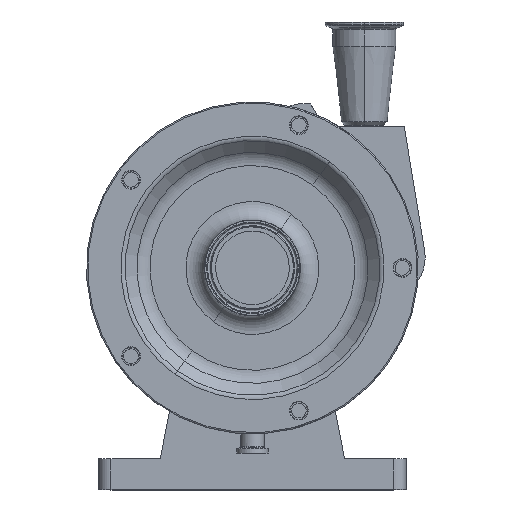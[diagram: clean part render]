
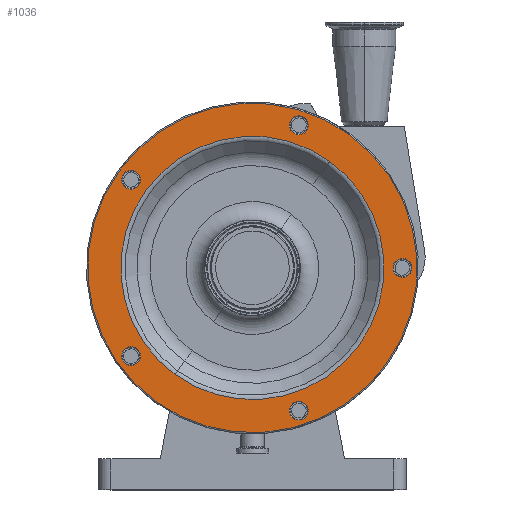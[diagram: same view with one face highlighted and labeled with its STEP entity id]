
A CAD part, top view. The second image highlights one B-rep face of the part: STEP entity #1036.
In plain terms, the highlighted planar face has unit normal (0, 0, 1).
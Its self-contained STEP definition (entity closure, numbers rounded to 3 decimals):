
#4 = FACE_BOUND ( 'NONE', #5339, .T. ) ;
#7 = CARTESIAN_POINT ( 'NONE',  ( -103.193, -77.894, 209.5 ) ) ;
#29 = DIRECTION ( 'NONE',  ( -0.588, -0.809, 0. ) ) ;
#56 = VERTEX_POINT ( 'NONE', #516 ) ;
#167 = FACE_BOUND ( 'NONE', #782, .T. ) ;
#239 = EDGE_LOOP ( 'NONE', ( #4919, #9986 ) ) ;
#255 = CIRCLE ( 'NONE', #4110, 7.644 ) ;
#266 = VERTEX_POINT ( 'NONE', #3351 ) ;
#450 = ORIENTED_EDGE ( 'NONE', *, *, #3364, .T. ) ;
#516 = CARTESIAN_POINT ( 'NONE',  ( 33.207, 109.845, 209.5 ) ) ;
#625 = DIRECTION ( 'NONE',  ( -0.588, -0.809, 0. ) ) ;
#633 = VERTEX_POINT ( 'NONE', #8591 ) ;
#678 = DIRECTION ( 'NONE',  ( 0., 0., -1. ) ) ;
#696 = DIRECTION ( 'NONE',  ( 0., 0., -1. ) ) ;
#713 = AXIS2_PLACEMENT_3D ( 'NONE', #8246, #4932, #4312 ) ;
#725 = DIRECTION ( 'NONE',  ( 0., 0., -1. ) ) ;
#739 = CIRCLE ( 'NONE', #2584, 7.644 ) ;
#782 = EDGE_LOOP ( 'NONE', ( #450, #9447 ) ) ;
#891 = DIRECTION ( 'NONE',  ( -0.588, -0.809, 0. ) ) ;
#936 = CIRCLE ( 'NONE', #8498, 134. ) ;
#955 = FACE_BOUND ( 'NONE', #5977, .T. ) ;
#983 = EDGE_CURVE ( 'NONE', #266, #7191, #7381, .T. ) ;
#1036 = ADVANCED_FACE ( 'NONE', ( #7164, #3215, #167, #4, #955, #1742, #9688 ), #3327, .F. ) ;
#1104 = CIRCLE ( 'NONE', #5971, 7.644 ) ;
#1240 = DIRECTION ( 'NONE',  ( 0., 0., -1. ) ) ;
#1243 = DIRECTION ( 'NONE',  ( -0.588, -0.809, 0. ) ) ;
#1383 = DIRECTION ( 'NONE',  ( -0.588, -0.809, 0. ) ) ;
#1385 = CARTESIAN_POINT ( 'NONE',  ( 42.193, -109.845, 209.5 ) ) ;
#1467 = CARTESIAN_POINT ( 'NONE',  ( -98.7, 71.71, 209.5 ) ) ;
#1650 = AXIS2_PLACEMENT_3D ( 'NONE', #2491, #3376, #2438 ) ;
#1709 = CIRCLE ( 'NONE', #3057, 7.644 ) ;
#1742 = FACE_OUTER_BOUND ( 'NONE', #9783, .T. ) ;
#2017 = DIRECTION ( 'NONE',  ( -0.588, -0.809, 0. ) ) ;
#2125 = DIRECTION ( 'NONE',  ( 0., 0., -1. ) ) ;
#2145 = CIRCLE ( 'NONE', #4485, 107.071 ) ;
#2438 = DIRECTION ( 'NONE',  ( -0.588, -0.809, 0. ) ) ;
#2468 = CARTESIAN_POINT ( 'NONE',  ( -103.193, 65.526, 209.5 ) ) ;
#2491 = CARTESIAN_POINT ( 'NONE',  ( -108.408, 78.763, 209.5 ) ) ;
#2584 = AXIS2_PLACEMENT_3D ( 'NONE', #5331, #1240, #3698 ) ;
#2595 = VERTEX_POINT ( 'NONE', #4849 ) ;
#2643 = DIRECTION ( 'NONE',  ( 0., 0., -1. ) ) ;
#2655 = DIRECTION ( 'NONE',  ( 0., 0., -1. ) ) ;
#2669 = DIRECTION ( 'NONE',  ( 0., 0., -1. ) ) ;
#2680 = CARTESIAN_POINT ( 'NONE',  ( -78.763, -108.408, 209.5 ) ) ;
#2705 = EDGE_CURVE ( 'NONE', #10350, #5937, #6337, .T. ) ;
#2778 = ORIENTED_EDGE ( 'NONE', *, *, #3406, .T. ) ;
#2779 = AXIS2_PLACEMENT_3D ( 'NONE', #5019, #2669, #1243 ) ;
#2893 = CIRCLE ( 'NONE', #713, 7.644 ) ;
#2996 = DIRECTION ( 'NONE',  ( -0.588, -0.809, 0. ) ) ;
#3038 = CARTESIAN_POINT ( 'NONE',  ( 122., 0., 209.5 ) ) ;
#3050 = ORIENTED_EDGE ( 'NONE', *, *, #8982, .T. ) ;
#3057 = AXIS2_PLACEMENT_3D ( 'NONE', #1467, #5343, #4661 ) ;
#3145 = DIRECTION ( 'NONE',  ( -0.588, -0.809, 0. ) ) ;
#3172 = EDGE_CURVE ( 'NONE', #6993, #8320, #2145, .T. ) ;
#3173 = CARTESIAN_POINT ( 'NONE',  ( 62.935, 86.622, 209.5 ) ) ;
#3215 = FACE_BOUND ( 'NONE', #8697, .T. ) ;
#3226 = AXIS2_PLACEMENT_3D ( 'NONE', #3038, #4608, #625 ) ;
#3327 = PLANE ( 'NONE',  #1650 ) ;
#3351 = CARTESIAN_POINT ( 'NONE',  ( 117.507, -6.184, 209.5 ) ) ;
#3364 = EDGE_CURVE ( 'NONE', #6920, #7396, #5993, .T. ) ;
#3376 = DIRECTION ( 'NONE',  ( 0., 0., -1. ) ) ;
#3406 = EDGE_CURVE ( 'NONE', #5259, #7041, #6671, .T. ) ;
#3593 = CARTESIAN_POINT ( 'NONE',  ( 37.7, -116.029, 209.5 ) ) ;
#3698 = DIRECTION ( 'NONE',  ( -0.588, -0.809, 0. ) ) ;
#3799 = CARTESIAN_POINT ( 'NONE',  ( -62.935, -86.622, 209.5 ) ) ;
#3803 = EDGE_LOOP ( 'NONE', ( #8541, #5836 ) ) ;
#3911 = EDGE_CURVE ( 'NONE', #7041, #5259, #255, .T. ) ;
#4110 = AXIS2_PLACEMENT_3D ( 'NONE', #9267, #2125, #2017 ) ;
#4248 = EDGE_CURVE ( 'NONE', #5937, #10350, #936, .T. ) ;
#4312 = DIRECTION ( 'NONE',  ( -0.588, -0.809, 0. ) ) ;
#4427 = DIRECTION ( 'NONE',  ( 0., 0., -1. ) ) ;
#4485 = AXIS2_PLACEMENT_3D ( 'NONE', #6925, #6827, #2996 ) ;
#4602 = CIRCLE ( 'NONE', #8297, 7.644 ) ;
#4608 = DIRECTION ( 'NONE',  ( 0., 0., -1. ) ) ;
#4661 = DIRECTION ( 'NONE',  ( -0.588, -0.809, 0. ) ) ;
#4849 = CARTESIAN_POINT ( 'NONE',  ( 42.193, 122.213, 209.5 ) ) ;
#4919 = ORIENTED_EDGE ( 'NONE', *, *, #5798, .T. ) ;
#4932 = DIRECTION ( 'NONE',  ( 0., 0., -1. ) ) ;
#5019 = CARTESIAN_POINT ( 'NONE',  ( 0., 0., 209.5 ) ) ;
#5161 = DIRECTION ( 'NONE',  ( -0.588, -0.809, 0. ) ) ;
#5225 = CIRCLE ( 'NONE', #3226, 7.644 ) ;
#5259 = VERTEX_POINT ( 'NONE', #7412 ) ;
#5319 = CARTESIAN_POINT ( 'NONE',  ( 122., 0., 209.5 ) ) ;
#5331 = CARTESIAN_POINT ( 'NONE',  ( 37.7, 116.029, 209.5 ) ) ;
#5339 = EDGE_LOOP ( 'NONE', ( #2778, #8586 ) ) ;
#5343 = DIRECTION ( 'NONE',  ( 0., 0., -1. ) ) ;
#5358 = EDGE_CURVE ( 'NONE', #56, #2595, #739, .T. ) ;
#5504 = AXIS2_PLACEMENT_3D ( 'NONE', #8532, #4427, #5161 ) ;
#5716 = CARTESIAN_POINT ( 'NONE',  ( 37.7, 116.029, 209.5 ) ) ;
#5776 = ORIENTED_EDGE ( 'NONE', *, *, #2705, .F. ) ;
#5798 = EDGE_CURVE ( 'NONE', #2595, #56, #4602, .T. ) ;
#5836 = ORIENTED_EDGE ( 'NONE', *, *, #6363, .T. ) ;
#5937 = VERTEX_POINT ( 'NONE', #2680 ) ;
#5971 = AXIS2_PLACEMENT_3D ( 'NONE', #3593, #2655, #9167 ) ;
#5977 = EDGE_LOOP ( 'NONE', ( #6015, #3050 ) ) ;
#5993 = CIRCLE ( 'NONE', #10199, 7.644 ) ;
#6015 = ORIENTED_EDGE ( 'NONE', *, *, #10170, .T. ) ;
#6185 = ORIENTED_EDGE ( 'NONE', *, *, #4248, .F. ) ;
#6207 = VERTEX_POINT ( 'NONE', #2468 ) ;
#6337 = CIRCLE ( 'NONE', #5504, 134. ) ;
#6363 = EDGE_CURVE ( 'NONE', #8320, #6993, #8313, .T. ) ;
#6559 = DIRECTION ( 'NONE',  ( 0., 0., -1. ) ) ;
#6671 = CIRCLE ( 'NONE', #9183, 7.644 ) ;
#6827 = DIRECTION ( 'NONE',  ( 0., 0., -1. ) ) ;
#6878 = EDGE_CURVE ( 'NONE', #7396, #6920, #1104, .T. ) ;
#6920 = VERTEX_POINT ( 'NONE', #1385 ) ;
#6925 = CARTESIAN_POINT ( 'NONE',  ( 0., 0., 209.5 ) ) ;
#6993 = VERTEX_POINT ( 'NONE', #3799 ) ;
#7041 = VERTEX_POINT ( 'NONE', #7 ) ;
#7164 = FACE_BOUND ( 'NONE', #239, .T. ) ;
#7191 = VERTEX_POINT ( 'NONE', #7897 ) ;
#7235 = CARTESIAN_POINT ( 'NONE',  ( 37.7, -116.029, 209.5 ) ) ;
#7261 = DIRECTION ( 'NONE',  ( -0.588, -0.809, 0. ) ) ;
#7368 = CARTESIAN_POINT ( 'NONE',  ( 0., 0., 209.5 ) ) ;
#7381 = CIRCLE ( 'NONE', #7548, 7.644 ) ;
#7396 = VERTEX_POINT ( 'NONE', #8415 ) ;
#7412 = CARTESIAN_POINT ( 'NONE',  ( -94.207, -65.526, 209.5 ) ) ;
#7548 = AXIS2_PLACEMENT_3D ( 'NONE', #5319, #696, #1383 ) ;
#7897 = CARTESIAN_POINT ( 'NONE',  ( 126.493, 6.184, 209.5 ) ) ;
#7919 = CARTESIAN_POINT ( 'NONE',  ( -98.7, -71.71, 209.5 ) ) ;
#8246 = CARTESIAN_POINT ( 'NONE',  ( -98.7, 71.71, 209.5 ) ) ;
#8297 = AXIS2_PLACEMENT_3D ( 'NONE', #5716, #6559, #891 ) ;
#8313 = CIRCLE ( 'NONE', #2779, 107.071 ) ;
#8320 = VERTEX_POINT ( 'NONE', #3173 ) ;
#8415 = CARTESIAN_POINT ( 'NONE',  ( 33.207, -122.213, 209.5 ) ) ;
#8498 = AXIS2_PLACEMENT_3D ( 'NONE', #7368, #2643, #7261 ) ;
#8532 = CARTESIAN_POINT ( 'NONE',  ( 0., 0., 209.5 ) ) ;
#8541 = ORIENTED_EDGE ( 'NONE', *, *, #3172, .T. ) ;
#8586 = ORIENTED_EDGE ( 'NONE', *, *, #3911, .T. ) ;
#8591 = CARTESIAN_POINT ( 'NONE',  ( -94.207, 77.894, 209.5 ) ) ;
#8633 = ORIENTED_EDGE ( 'NONE', *, *, #10109, .T. ) ;
#8697 = EDGE_LOOP ( 'NONE', ( #8633, #9412 ) ) ;
#8814 = CARTESIAN_POINT ( 'NONE',  ( 78.763, 108.408, 209.5 ) ) ;
#8982 = EDGE_CURVE ( 'NONE', #6207, #633, #2893, .T. ) ;
#9167 = DIRECTION ( 'NONE',  ( -0.588, -0.809, 0. ) ) ;
#9183 = AXIS2_PLACEMENT_3D ( 'NONE', #7919, #725, #3145 ) ;
#9267 = CARTESIAN_POINT ( 'NONE',  ( -98.7, -71.71, 209.5 ) ) ;
#9412 = ORIENTED_EDGE ( 'NONE', *, *, #983, .T. ) ;
#9447 = ORIENTED_EDGE ( 'NONE', *, *, #6878, .T. ) ;
#9688 = FACE_BOUND ( 'NONE', #3803, .T. ) ;
#9783 = EDGE_LOOP ( 'NONE', ( #6185, #5776 ) ) ;
#9986 = ORIENTED_EDGE ( 'NONE', *, *, #5358, .T. ) ;
#10109 = EDGE_CURVE ( 'NONE', #7191, #266, #5225, .T. ) ;
#10170 = EDGE_CURVE ( 'NONE', #633, #6207, #1709, .T. ) ;
#10199 = AXIS2_PLACEMENT_3D ( 'NONE', #7235, #678, #29 ) ;
#10350 = VERTEX_POINT ( 'NONE', #8814 ) ;
